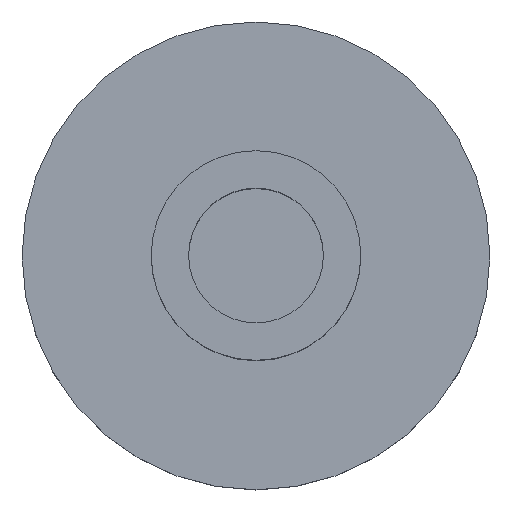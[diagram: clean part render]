
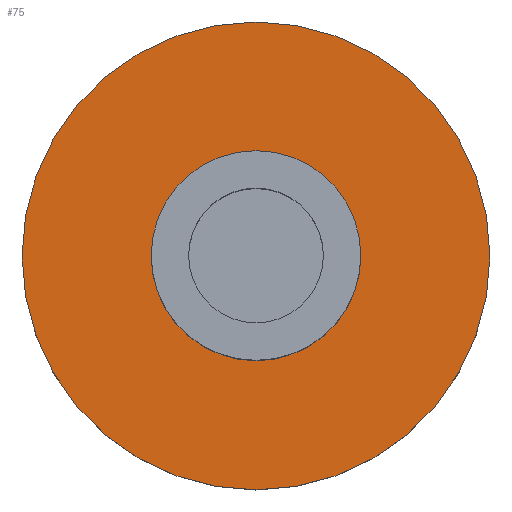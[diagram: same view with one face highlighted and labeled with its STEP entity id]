
A CAD part, top view. The second image highlights one B-rep face of the part: STEP entity #75.
In plain terms, the highlighted planar face has unit normal (0, 0, 1).
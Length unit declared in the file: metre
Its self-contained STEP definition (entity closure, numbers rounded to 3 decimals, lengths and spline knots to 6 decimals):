
#13=PLANE('',#97);
#19=ORIENTED_EDGE('',*,*,#30,.F.);
#20=ORIENTED_EDGE('',*,*,#29,.T.);
#29=EDGE_CURVE('',#35,#35,#41,.T.);
#30=EDGE_CURVE('',#36,#36,#42,.T.);
#35=VERTEX_POINT('',#139);
#36=VERTEX_POINT('',#143);
#41=CIRCLE('',#95,0.00625);
#42=CIRCLE('',#98,0.0028);
#49=EDGE_LOOP('',(#19));
#50=EDGE_LOOP('',(#20));
#61=FACE_BOUND('',#49,.T.);
#62=FACE_BOUND('',#50,.T.);
#75=ADVANCED_FACE('',(#61,#62),#13,.T.);
#95=AXIS2_PLACEMENT_3D('',#138,#112,#113);
#97=AXIS2_PLACEMENT_3D('',#141,#116,#117);
#98=AXIS2_PLACEMENT_3D('',#142,#118,#119);
#112=DIRECTION('',(0.,0.,1.));
#113=DIRECTION('',(1.,0.,0.));
#116=DIRECTION('',(0.,0.,1.));
#117=DIRECTION('',(1.,0.,0.));
#118=DIRECTION('',(0.,0.,1.));
#119=DIRECTION('',(1.,0.,0.));
#138=CARTESIAN_POINT('',(0.,0.,0.));
#139=CARTESIAN_POINT('',(0.00625,0.,0.));
#141=CARTESIAN_POINT('',(0.,0.,0.));
#142=CARTESIAN_POINT('',(0.,0.,0.));
#143=CARTESIAN_POINT('',(0.0028,0.,0.));
